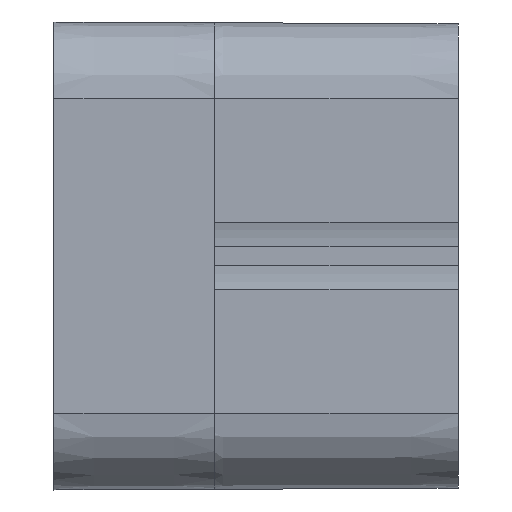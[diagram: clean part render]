
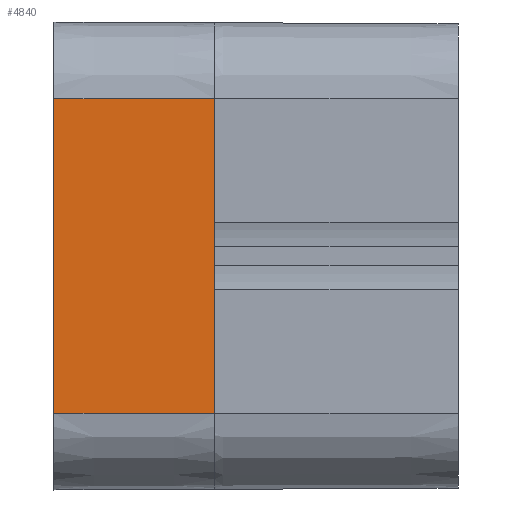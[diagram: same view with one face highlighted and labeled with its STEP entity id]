
A CAD part, front view. The second image highlights one B-rep face of the part: STEP entity #4840.
In plain terms, the highlighted planar face has unit normal (0.004, -1, 0).
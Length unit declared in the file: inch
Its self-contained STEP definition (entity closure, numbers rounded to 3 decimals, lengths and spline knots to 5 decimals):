
#31 = EDGE_CURVE ( 'NONE', #3944, #4270, #1560, .T. ) ;
#48 = AXIS2_PLACEMENT_3D ( 'NONE', #4689, #3195, #220 ) ;
#146 = PLANE ( 'NONE',  #48 ) ;
#220 = DIRECTION ( 'NONE',  ( -1., -0.004, 0. ) ) ;
#334 = CARTESIAN_POINT ( 'NONE',  ( 0.75, -0.6, 0.40142 ) ) ;
#520 = EDGE_LOOP ( 'NONE', ( #599, #3994, #4768, #4027 ) ) ;
#599 = ORIENTED_EDGE ( 'NONE', *, *, #31, .F. ) ;
#663 = DIRECTION ( 'NONE',  ( 0., 0., 1. ) ) ;
#734 = LINE ( 'NONE', #2968, #2513 ) ;
#870 = CARTESIAN_POINT ( 'NONE',  ( 0.75, -0.6, 0.40142 ) ) ;
#951 = VECTOR ( 'NONE', #4354, 39.37008 ) ;
#1066 = CARTESIAN_POINT ( 'NONE',  ( 0.75, -0.6, 0.07858 ) ) ;
#1256 = CARTESIAN_POINT ( 'NONE',  ( 0.75, -0.6, 0.07858 ) ) ;
#1560 = LINE ( 'NONE', #4595, #1933 ) ;
#1933 = VECTOR ( 'NONE', #2728, 39.37008 ) ;
#2012 = EDGE_CURVE ( 'NONE', #4696, #4270, #4279, .T. ) ;
#2251 = EDGE_CURVE ( 'NONE', #3944, #3820, #4845, .T. ) ;
#2253 = CARTESIAN_POINT ( 'NONE',  ( 0.91457, -0.59928, 0.07858 ) ) ;
#2376 = VECTOR ( 'NONE', #2594, 39.37008 ) ;
#2513 = VECTOR ( 'NONE', #663, 39.37008 ) ;
#2594 = DIRECTION ( 'NONE',  ( 1., 0.004, 0. ) ) ;
#2728 = DIRECTION ( 'NONE',  ( 0., 0., 1. ) ) ;
#2968 = CARTESIAN_POINT ( 'NONE',  ( 0.91457, -0.59928, 0.48016 ) ) ;
#3170 = FACE_OUTER_BOUND ( 'NONE', #520, .T. ) ;
#3195 = DIRECTION ( 'NONE',  ( 0.004, -1., 0. ) ) ;
#3441 = CARTESIAN_POINT ( 'NONE',  ( 0.91457, -0.59928, 0.40142 ) ) ;
#3820 = VERTEX_POINT ( 'NONE', #2253 ) ;
#3827 = EDGE_CURVE ( 'NONE', #3820, #4696, #734, .T. ) ;
#3944 = VERTEX_POINT ( 'NONE', #1256 ) ;
#3994 = ORIENTED_EDGE ( 'NONE', *, *, #2251, .T. ) ;
#4027 = ORIENTED_EDGE ( 'NONE', *, *, #2012, .T. ) ;
#4270 = VERTEX_POINT ( 'NONE', #334 ) ;
#4279 = LINE ( 'NONE', #870, #951 ) ;
#4354 = DIRECTION ( 'NONE',  ( -1., -0.004, 0. ) ) ;
#4595 = CARTESIAN_POINT ( 'NONE',  ( 0.75, -0.6, 0.48016 ) ) ;
#4689 = CARTESIAN_POINT ( 'NONE',  ( 0.75, -0.6, 0.48016 ) ) ;
#4696 = VERTEX_POINT ( 'NONE', #3441 ) ;
#4768 = ORIENTED_EDGE ( 'NONE', *, *, #3827, .T. ) ;
#4840 = ADVANCED_FACE ( 'NONE', ( #3170 ), #146, .T. ) ;
#4845 = LINE ( 'NONE', #1066, #2376 ) ;
